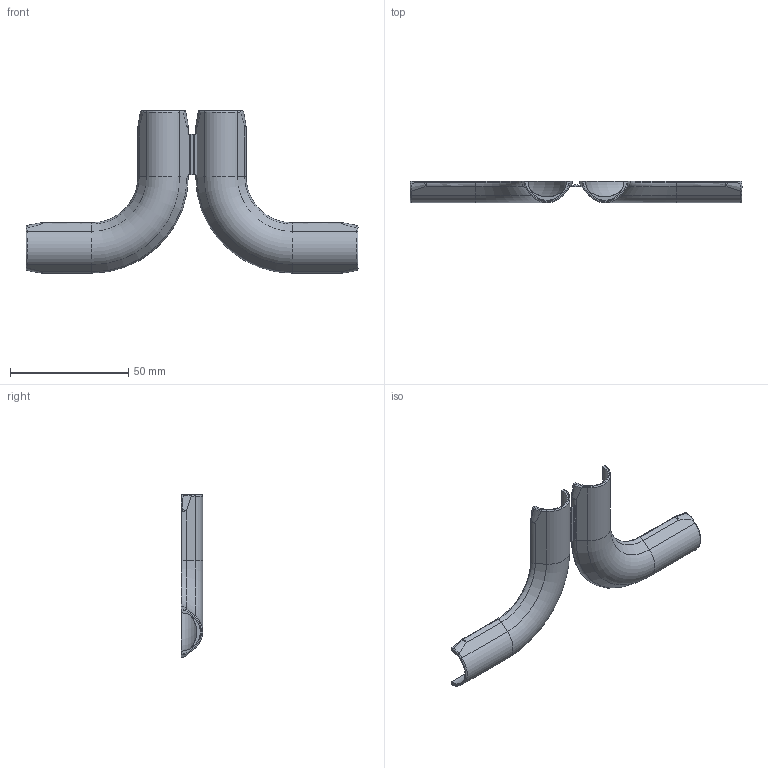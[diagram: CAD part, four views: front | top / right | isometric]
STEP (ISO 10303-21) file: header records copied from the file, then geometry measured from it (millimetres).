
FILE_DESCRIPTION (( 'STEP AP214' ), '1' );
FILE_NAME ('2154052.stp', '2024-09-04T08:57:57', ( '' ), ( '' ), 'SwSTEP 2.0', 'SolidWorks 2022', '' );
FILE_SCHEMA (( 'AUTOMOTIVE_DESIGN' ));
Length unit declared in the file: millimetre
Products named in the file (1): 2154052
Bounding box: 140.4 x 9.05 x 68.66 mm (x, y, z)
Volume: 7312.2 mm3; surface area: 12786.9 mm2
Topology: 1 solids, 1 shells, 188 faces, 428 edges, 240 vertices
Faces by surface type: plane 56, cylinder 56, bspline 44, torus 28, cone 4
Entity records: 6870 total; most frequent: CARTESIAN_POINT 2961, ORIENTED_EDGE 840, DIRECTION 770, EDGE_CURVE 420, AXIS2_PLACEMENT_3D 305, VERTEX_POINT 240, EDGE_LOOP 194, FACE_OUTER_BOUND 188
